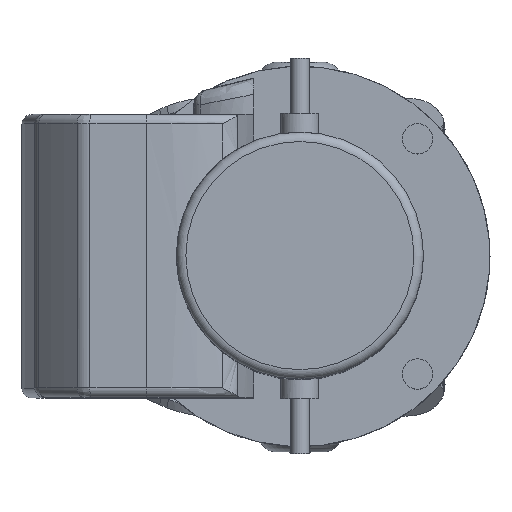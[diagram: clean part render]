
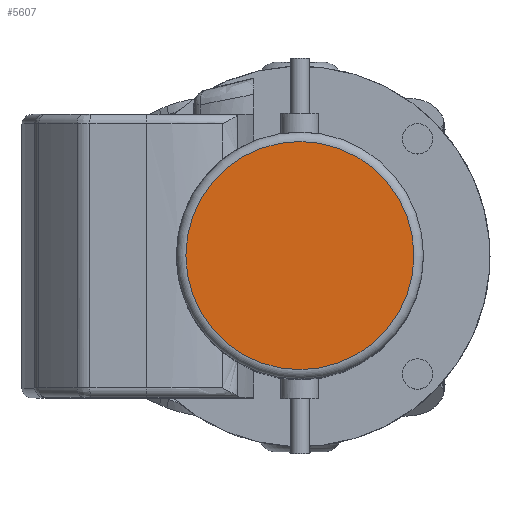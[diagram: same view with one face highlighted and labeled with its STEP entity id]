
A CAD part, top view. The second image highlights one B-rep face of the part: STEP entity #5607.
In plain terms, the highlighted planar face has unit normal (0, 0, 1).
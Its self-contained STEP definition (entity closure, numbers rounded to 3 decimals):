
#685=PLANE('',#6018);
#1369=FACE_OUTER_BOUND('',#1724,.T.);
#1724=EDGE_LOOP('',(#4111));
#2057=CIRCLE('',#6015,60.);
#2320=VERTEX_POINT('',#12086);
#2980=EDGE_CURVE('',#2320,#2320,#2057,.T.);
#4111=ORIENTED_EDGE('',*,*,#2980,.F.);
#5607=ADVANCED_FACE('',(#1369),#685,.T.);
#6015=AXIS2_PLACEMENT_3D('',#12087,#6607,#6608);
#6018=AXIS2_PLACEMENT_3D('',#12091,#6613,#6614);
#6607=DIRECTION('center_axis',(0.,0.,-1.));
#6608=DIRECTION('ref_axis',(-1.,0.,0.));
#6613=DIRECTION('center_axis',(0.,0.,1.));
#6614=DIRECTION('ref_axis',(1.,0.,0.));
#12086=CARTESIAN_POINT('',(60.,0.,257.));
#12087=CARTESIAN_POINT('Origin',(0.,0.,257.));
#12091=CARTESIAN_POINT('Origin',(0.,0.,257.));
